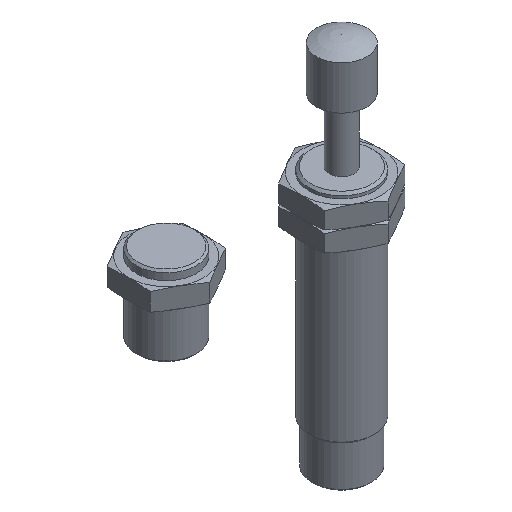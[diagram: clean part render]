
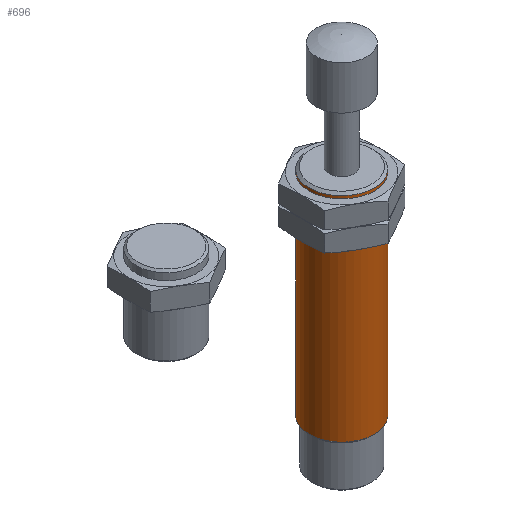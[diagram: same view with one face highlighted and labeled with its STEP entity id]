
A CAD part, isometric view. The second image highlights one B-rep face of the part: STEP entity #696.
In plain terms, the highlighted cylindrical face has radius 13 mm (diameter 26 mm), a full revolution.
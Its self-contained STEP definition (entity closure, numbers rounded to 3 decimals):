
#73=CYLINDRICAL_SURFACE('',#809,13.);
#103=CIRCLE('',#808,13.);
#104=CIRCLE('',#810,13.);
#214=ORIENTED_EDGE('',*,*,#329,.F.);
#215=ORIENTED_EDGE('',*,*,#328,.T.);
#328=EDGE_CURVE('',#397,#397,#103,.T.);
#329=EDGE_CURVE('',#398,#398,#104,.T.);
#397=VERTEX_POINT('',#1208);
#398=VERTEX_POINT('',#1211);
#524=EDGE_LOOP('',(#214));
#525=EDGE_LOOP('',(#215));
#602=FACE_BOUND('',#524,.T.);
#603=FACE_BOUND('',#525,.T.);
#696=ADVANCED_FACE('',(#602,#603),#73,.T.);
#808=AXIS2_PLACEMENT_3D('',#1207,#957,#958);
#809=AXIS2_PLACEMENT_3D('',#1209,#959,#960);
#810=AXIS2_PLACEMENT_3D('',#1210,#961,#962);
#957=DIRECTION('',(1.,0.,0.));
#958=DIRECTION('',(0.,0.,-1.));
#959=DIRECTION('',(1.,0.,0.));
#960=DIRECTION('',(0.,0.,-1.));
#961=DIRECTION('',(1.,0.,0.));
#962=DIRECTION('',(0.,0.,-1.));
#1207=CARTESIAN_POINT('',(0.92,0.,0.));
#1208=CARTESIAN_POINT('',(0.92,0.,-13.));
#1209=CARTESIAN_POINT('',(87.,0.,0.));
#1210=CARTESIAN_POINT('',(86.08,0.,0.));
#1211=CARTESIAN_POINT('',(86.08,0.,-13.));
